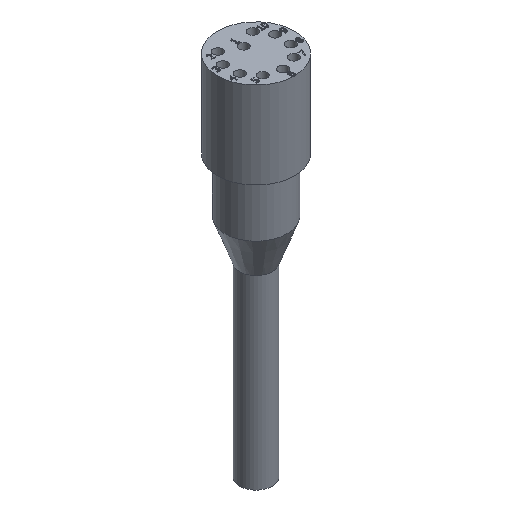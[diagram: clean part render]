
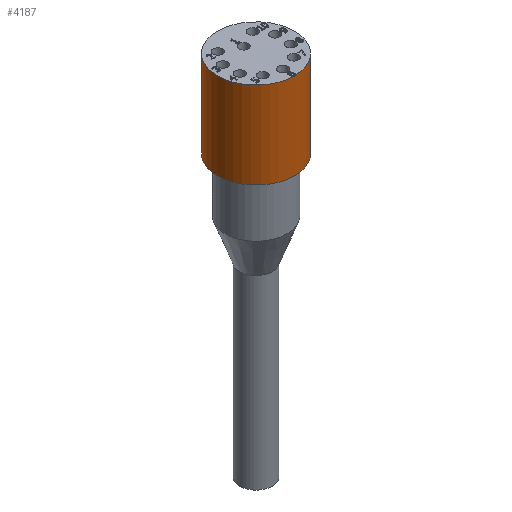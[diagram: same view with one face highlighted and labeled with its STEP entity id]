
A CAD part, isometric view. The second image highlights one B-rep face of the part: STEP entity #4187.
In plain terms, the highlighted cylindrical face has radius 12.5 mm (diameter 25 mm), a full revolution.
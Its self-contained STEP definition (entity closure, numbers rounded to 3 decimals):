
#25=CYLINDRICAL_SURFACE($,#4327,12.5);
#36=CIRCLE($,#4283,12.5);
#51=CIRCLE($,#4328,12.5);
#98=FACE_BOUND($,#926,.T.);
#660=FACE_OUTER_BOUND($,#925,.T.);
#925=EDGE_LOOP($,(#3661));
#926=EDGE_LOOP($,(#3662));
#1940=VERTEX_POINT($,#7534);
#1955=VERTEX_POINT($,#7594);
#2512=EDGE_CURVE($,#1940,#1940,#36,.T.);
#2527=EDGE_CURVE($,#1955,#1955,#51,.T.);
#3661=ORIENTED_EDGE($,*,*,#2512,.T.);
#3662=ORIENTED_EDGE($,*,*,#2527,.F.);
#4187=ADVANCED_FACE($,(#660,#98),#25,.T.);
#4283=AXIS2_PLACEMENT_3D($,#7535,#4831,#4832);
#4327=AXIS2_PLACEMENT_3D($,#7593,#4919,#4920);
#4328=AXIS2_PLACEMENT_3D($,#7595,#4921,#4922);
#4831=DIRECTION('center_axis',(0.,0.,-1.));
#4832=DIRECTION('ref_axis',(-1.,0.,0.));
#4919=DIRECTION('center_axis',(0.,0.,1.));
#4920=DIRECTION('ref_axis',(-1.,0.,0.));
#4921=DIRECTION('center_axis',(0.,0.,-1.));
#4922=DIRECTION('ref_axis',(-1.,0.,0.));
#7534=CARTESIAN_POINT('',(12.5,0.,28.));
#7535=CARTESIAN_POINT('Origin',(0.,0.,28.));
#7593=CARTESIAN_POINT('Origin',(0.,0.,0.));
#7594=CARTESIAN_POINT('',(12.5,0.,0.));
#7595=CARTESIAN_POINT('Origin',(0.,0.,0.));
